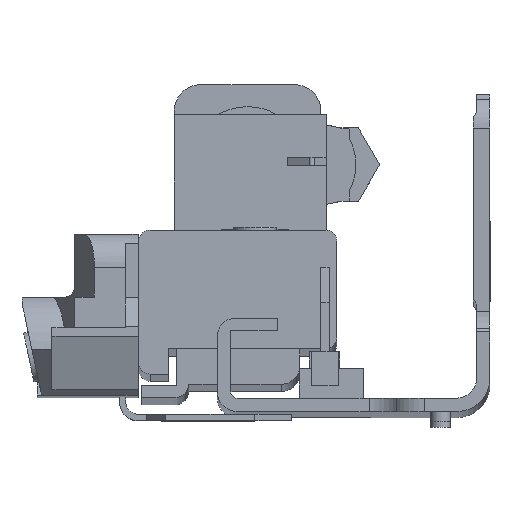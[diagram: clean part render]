
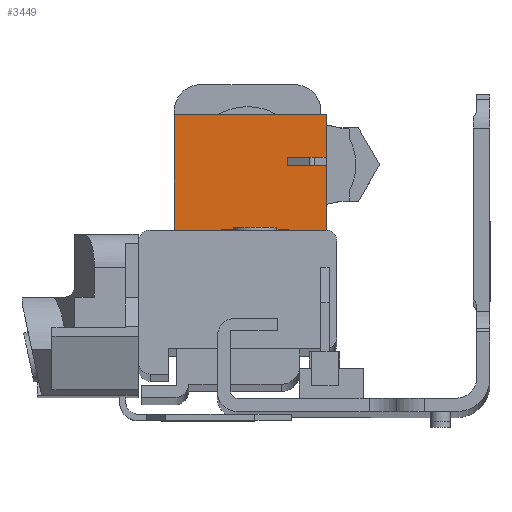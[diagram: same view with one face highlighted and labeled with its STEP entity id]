
A CAD part, top view. The second image highlights one B-rep face of the part: STEP entity #3449.
In plain terms, the highlighted planar face has unit normal (0, 0, 1).
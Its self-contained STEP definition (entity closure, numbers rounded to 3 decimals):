
#179 = ORIENTED_EDGE ( 'NONE', *, *, #3175, .F. ) ;
#207 = CARTESIAN_POINT ( 'NONE',  ( -25.355, -8.91, -601.315 ) ) ;
#270 = LINE ( 'NONE', #9408, #5043 ) ;
#334 = CARTESIAN_POINT ( 'NONE',  ( -47.355, -9.36, -601.315 ) ) ;
#415 = LINE ( 'NONE', #9346, #7069 ) ;
#553 = VERTEX_POINT ( 'NONE', #5001 ) ;
#673 = EDGE_CURVE ( 'NONE', #10008, #553, #10097, .T. ) ;
#730 = DIRECTION ( 'NONE',  ( 0., -1., 0. ) ) ;
#984 = VERTEX_POINT ( 'NONE', #6832 ) ;
#995 = ORIENTED_EDGE ( 'NONE', *, *, #6390, .F. ) ;
#1063 = VECTOR ( 'NONE', #1962, 1000. ) ;
#1098 = CARTESIAN_POINT ( 'NONE',  ( -47.355, -9.36, -601.315 ) ) ;
#1222 = VERTEX_POINT ( 'NONE', #1730 ) ;
#1343 = VERTEX_POINT ( 'NONE', #8020 ) ;
#1366 = LINE ( 'NONE', #3976, #8007 ) ;
#1472 = CARTESIAN_POINT ( 'NONE',  ( -24.58, 9.02, -601.315 ) ) ;
#1525 = LINE ( 'NONE', #7135, #1063 ) ;
#1636 = DIRECTION ( 'NONE',  ( 0., -1., 0. ) ) ;
#1730 = CARTESIAN_POINT ( 'NONE',  ( -24.58, 1.42, -601.315 ) ) ;
#1731 = VECTOR ( 'NONE', #4019, 1000. ) ;
#1755 = ORIENTED_EDGE ( 'NONE', *, *, #9571, .F. ) ;
#1928 = CARTESIAN_POINT ( 'NONE',  ( -45.455, -8.91, -601.315 ) ) ;
#1946 = LINE ( 'NONE', #6083, #7257 ) ;
#1947 = VECTOR ( 'NONE', #3998, 1000. ) ;
#1962 = DIRECTION ( 'NONE',  ( -1., 0., 0. ) ) ;
#2069 = VECTOR ( 'NONE', #3047, 1000. ) ;
#2197 = EDGE_CURVE ( 'NONE', #7490, #2711, #415, .T. ) ;
#2263 = VERTEX_POINT ( 'NONE', #7060 ) ;
#2416 = VERTEX_POINT ( 'NONE', #4596 ) ;
#2460 = VECTOR ( 'NONE', #2591, 1000. ) ;
#2566 = VECTOR ( 'NONE', #6830, 1000. ) ;
#2591 = DIRECTION ( 'NONE',  ( -1., 0., 0. ) ) ;
#2711 = VERTEX_POINT ( 'NONE', #5132 ) ;
#2727 = EDGE_CURVE ( 'NONE', #1222, #9443, #11105, .T. ) ;
#2803 = VECTOR ( 'NONE', #10552, 1000. ) ;
#3047 = DIRECTION ( 'NONE',  ( -1., 0., 0. ) ) ;
#3093 = ORIENTED_EDGE ( 'NONE', *, *, #6490, .F. ) ;
#3127 = VECTOR ( 'NONE', #3356, 1000. ) ;
#3175 = EDGE_CURVE ( 'NONE', #5432, #9443, #5596, .T. ) ;
#3214 = LINE ( 'NONE', #1472, #1731 ) ;
#3356 = DIRECTION ( 'NONE',  ( 0., -1., 0. ) ) ;
#3449 = ADVANCED_FACE ( 'NONE', ( #6635 ), #5545, .F. ) ;
#3482 = VERTEX_POINT ( 'NONE', #1928 ) ;
#3497 = CARTESIAN_POINT ( 'NONE',  ( -24.58, -9.36, -601.315 ) ) ;
#3620 = CARTESIAN_POINT ( 'NONE',  ( -24.58, 9.02, -601.315 ) ) ;
#3656 = VERTEX_POINT ( 'NONE', #10100 ) ;
#3879 = CARTESIAN_POINT ( 'NONE',  ( -47.355, -9.36, -601.315 ) ) ;
#3976 = CARTESIAN_POINT ( 'NONE',  ( -28.105, -8.91, -601.315 ) ) ;
#3998 = DIRECTION ( 'NONE',  ( 0., -1., 0. ) ) ;
#4019 = DIRECTION ( 'NONE',  ( 0., -1., 0. ) ) ;
#4042 = VECTOR ( 'NONE', #11102, 1000. ) ;
#4246 = CARTESIAN_POINT ( 'NONE',  ( -45.455, -9.36, -601.315 ) ) ;
#4547 = EDGE_CURVE ( 'NONE', #9248, #3656, #3214, .T. ) ;
#4596 = CARTESIAN_POINT ( 'NONE',  ( -41.455, -8.91, -601.315 ) ) ;
#4756 = LINE ( 'NONE', #3497, #2460 ) ;
#4770 = VERTEX_POINT ( 'NONE', #6241 ) ;
#4775 = VECTOR ( 'NONE', #6434, 1000. ) ;
#4838 = ORIENTED_EDGE ( 'NONE', *, *, #9544, .F. ) ;
#5001 = CARTESIAN_POINT ( 'NONE',  ( -47.355, 9.02, -601.315 ) ) ;
#5043 = VECTOR ( 'NONE', #11147, 1000. ) ;
#5049 = ORIENTED_EDGE ( 'NONE', *, *, #10632, .F. ) ;
#5074 = ORIENTED_EDGE ( 'NONE', *, *, #2197, .T. ) ;
#5132 = CARTESIAN_POINT ( 'NONE',  ( -25.355, -9.36, -601.315 ) ) ;
#5394 = AXIS2_PLACEMENT_3D ( 'NONE', #1098, #7986, #7258 ) ;
#5432 = VERTEX_POINT ( 'NONE', #8242 ) ;
#5539 = ORIENTED_EDGE ( 'NONE', *, *, #6003, .F. ) ;
#5545 = PLANE ( 'NONE',  #5394 ) ;
#5596 = LINE ( 'NONE', #7607, #1947 ) ;
#5619 = CARTESIAN_POINT ( 'NONE',  ( -24.58, -9.36, -601.315 ) ) ;
#5627 = CARTESIAN_POINT ( 'NONE',  ( -24.58, -9.36, -601.315 ) ) ;
#5932 = EDGE_CURVE ( 'NONE', #3656, #5432, #1525, .T. ) ;
#6003 = EDGE_CURVE ( 'NONE', #8548, #984, #6833, .T. ) ;
#6083 = CARTESIAN_POINT ( 'NONE',  ( -45.455, -8.91, -601.315 ) ) ;
#6184 = CARTESIAN_POINT ( 'NONE',  ( -24.58, -9.36, -601.315 ) ) ;
#6220 = EDGE_CURVE ( 'NONE', #2263, #1343, #7342, .T. ) ;
#6241 = CARTESIAN_POINT ( 'NONE',  ( -28.105, -8.91, -601.315 ) ) ;
#6390 = EDGE_CURVE ( 'NONE', #2416, #3482, #7654, .T. ) ;
#6434 = DIRECTION ( 'NONE',  ( -1., 0., 0. ) ) ;
#6490 = EDGE_CURVE ( 'NONE', #7490, #4770, #1366, .T. ) ;
#6635 = FACE_OUTER_BOUND ( 'NONE', #7065, .T. ) ;
#6830 = DIRECTION ( 'NONE',  ( -1., 0., 0. ) ) ;
#6832 = CARTESIAN_POINT ( 'NONE',  ( -24.68, -9.36, -601.315 ) ) ;
#6833 = LINE ( 'NONE', #5627, #2069 ) ;
#6888 = EDGE_CURVE ( 'NONE', #10652, #10008, #10533, .T. ) ;
#6957 = CARTESIAN_POINT ( 'NONE',  ( -24.58, 9.02, -601.315 ) ) ;
#6979 = CARTESIAN_POINT ( 'NONE',  ( -28.105, -8.91, -601.315 ) ) ;
#7027 = ORIENTED_EDGE ( 'NONE', *, *, #7361, .F. ) ;
#7060 = CARTESIAN_POINT ( 'NONE',  ( -28.105, -9.36, -601.315 ) ) ;
#7065 = EDGE_LOOP ( 'NONE', ( #10989, #9580, #1755, #9432, #8012, #5049, #995, #11123, #10305, #4838, #3093, #5074, #8913, #5539, #7027, #10508, #179 ) ) ;
#7069 = VECTOR ( 'NONE', #730, 1000. ) ;
#7135 = CARTESIAN_POINT ( 'NONE',  ( -30.38, 2.62, -601.315 ) ) ;
#7229 = DIRECTION ( 'NONE',  ( 0., -1., 0. ) ) ;
#7257 = VECTOR ( 'NONE', #1636, 1000. ) ;
#7258 = DIRECTION ( 'NONE',  ( -1., 0., 0. ) ) ;
#7325 = CARTESIAN_POINT ( 'NONE',  ( -45.455, -8.91, -601.315 ) ) ;
#7342 = LINE ( 'NONE', #10998, #4042 ) ;
#7361 = EDGE_CURVE ( 'NONE', #1222, #8548, #8703, .T. ) ;
#7490 = VERTEX_POINT ( 'NONE', #207 ) ;
#7607 = CARTESIAN_POINT ( 'NONE',  ( -30.38, 2.62, -601.315 ) ) ;
#7654 = LINE ( 'NONE', #7325, #4775 ) ;
#7803 = VECTOR ( 'NONE', #9983, 1000. ) ;
#7986 = DIRECTION ( 'NONE',  ( 0., 0., -1. ) ) ;
#8007 = VECTOR ( 'NONE', #10904, 1000. ) ;
#8012 = ORIENTED_EDGE ( 'NONE', *, *, #6888, .F. ) ;
#8020 = CARTESIAN_POINT ( 'NONE',  ( -41.455, -9.36, -601.315 ) ) ;
#8081 = CARTESIAN_POINT ( 'NONE',  ( -30.38, 1.42, -601.315 ) ) ;
#8242 = CARTESIAN_POINT ( 'NONE',  ( -30.38, 2.62, -601.315 ) ) ;
#8504 = LINE ( 'NONE', #9673, #9952 ) ;
#8548 = VERTEX_POINT ( 'NONE', #5619 ) ;
#8703 = LINE ( 'NONE', #6957, #10567 ) ;
#8913 = ORIENTED_EDGE ( 'NONE', *, *, #9605, .F. ) ;
#9248 = VERTEX_POINT ( 'NONE', #3620 ) ;
#9346 = CARTESIAN_POINT ( 'NONE',  ( -25.355, -8.91, -601.315 ) ) ;
#9360 = LINE ( 'NONE', #6979, #3127 ) ;
#9408 = CARTESIAN_POINT ( 'NONE',  ( -47.355, 9.02, -601.315 ) ) ;
#9432 = ORIENTED_EDGE ( 'NONE', *, *, #673, .F. ) ;
#9443 = VERTEX_POINT ( 'NONE', #8081 ) ;
#9544 = EDGE_CURVE ( 'NONE', #4770, #2263, #9360, .T. ) ;
#9571 = EDGE_CURVE ( 'NONE', #553, #9248, #270, .T. ) ;
#9580 = ORIENTED_EDGE ( 'NONE', *, *, #4547, .F. ) ;
#9600 = DIRECTION ( 'NONE',  ( 0., -1., 0. ) ) ;
#9605 = EDGE_CURVE ( 'NONE', #984, #2711, #4756, .T. ) ;
#9673 = CARTESIAN_POINT ( 'NONE',  ( -41.455, -8.91, -601.315 ) ) ;
#9940 = EDGE_CURVE ( 'NONE', #2416, #1343, #8504, .T. ) ;
#9952 = VECTOR ( 'NONE', #7229, 1000. ) ;
#9983 = DIRECTION ( 'NONE',  ( 0., 1., 0. ) ) ;
#10008 = VERTEX_POINT ( 'NONE', #3879 ) ;
#10097 = LINE ( 'NONE', #334, #7803 ) ;
#10100 = CARTESIAN_POINT ( 'NONE',  ( -24.58, 2.62, -601.315 ) ) ;
#10211 = CARTESIAN_POINT ( 'NONE',  ( -30.38, 1.42, -601.315 ) ) ;
#10305 = ORIENTED_EDGE ( 'NONE', *, *, #6220, .F. ) ;
#10508 = ORIENTED_EDGE ( 'NONE', *, *, #2727, .T. ) ;
#10533 = LINE ( 'NONE', #6184, #2803 ) ;
#10552 = DIRECTION ( 'NONE',  ( -1., 0., 0. ) ) ;
#10567 = VECTOR ( 'NONE', #9600, 1000. ) ;
#10632 = EDGE_CURVE ( 'NONE', #3482, #10652, #1946, .T. ) ;
#10652 = VERTEX_POINT ( 'NONE', #4246 ) ;
#10904 = DIRECTION ( 'NONE',  ( -1., 0., 0. ) ) ;
#10989 = ORIENTED_EDGE ( 'NONE', *, *, #5932, .F. ) ;
#10998 = CARTESIAN_POINT ( 'NONE',  ( -24.58, -9.36, -601.315 ) ) ;
#11102 = DIRECTION ( 'NONE',  ( -1., 0., 0. ) ) ;
#11105 = LINE ( 'NONE', #10211, #2566 ) ;
#11123 = ORIENTED_EDGE ( 'NONE', *, *, #9940, .T. ) ;
#11147 = DIRECTION ( 'NONE',  ( 1., 0., 0. ) ) ;
